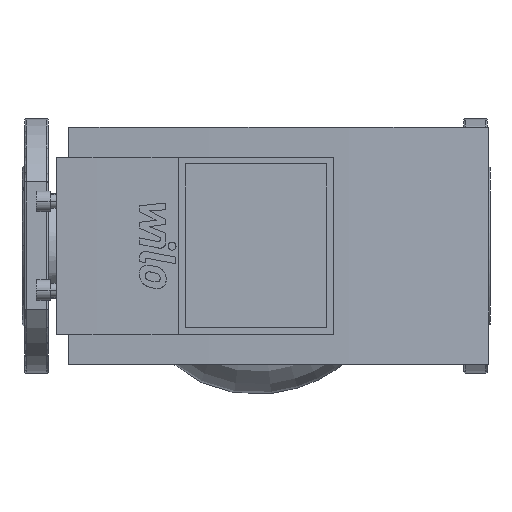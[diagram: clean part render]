
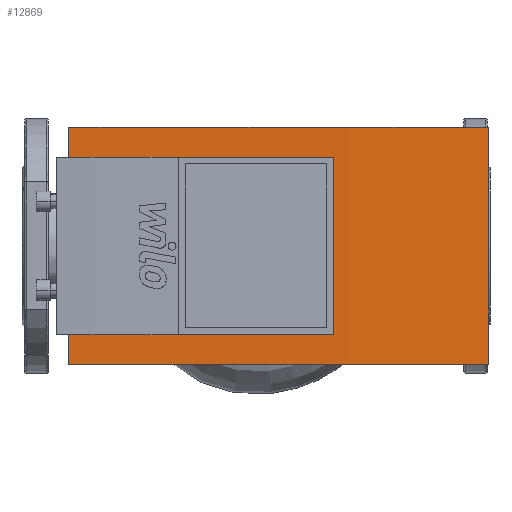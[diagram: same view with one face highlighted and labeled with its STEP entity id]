
A CAD part, front view. The second image highlights one B-rep face of the part: STEP entity #12869.
In plain terms, the highlighted cylindrical face has radius 3491.34 mm (diameter 6982.69 mm), a partial arc.
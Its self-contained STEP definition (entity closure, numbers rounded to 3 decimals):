
#12794=CARTESIAN_POINT('',(339.,-322.919,86.));
#12795=VERTEX_POINT('',#12794);
#12803=CARTESIAN_POINT('',(34.,-322.963,86.0));
#12804=VERTEX_POINT('',#12803);
#12811=CARTESIAN_POINT('',(186.,3165.069,86.));
#12812=DIRECTION('',(0.,0.,-1.0));
#12813=DIRECTION('',(-0.044,0.999,0.));
#12814=AXIS2_PLACEMENT_3D('',#12811,#12812,#12813);
#12815=CIRCLE('',#12814,3491.343);
#12816=EDGE_CURVE('',#12795,#12804,#12815,.T.);
#12826=CARTESIAN_POINT('',(34.,-322.963,-86.0));
#12827=VERTEX_POINT('',#12826);
#12834=CARTESIAN_POINT('',(34.,-322.963,-86.0));
#12835=DIRECTION('',(0.0,0.0,1.0));
#12836=VECTOR('',#12835,172.0);
#12837=LINE('',#12834,#12836);
#12838=EDGE_CURVE('',#12827,#12804,#12837,.T.);
#12845=CARTESIAN_POINT('',(186.,3165.069,0.));
#12846=DIRECTION('',(0.,0.,-1.0));
#12847=DIRECTION('',(-0.044,0.999,0.));
#12848=AXIS2_PLACEMENT_3D('',#12845,#12846,#12847);
#12849=CYLINDRICAL_SURFACE('',#12848,3491.343);
#12850=CARTESIAN_POINT('',(339.,-322.919,-86.));
#12851=VERTEX_POINT('',#12850);
#12852=CARTESIAN_POINT('',(186.,3165.069,-86.));
#12853=DIRECTION('',(0.,0.,1.0));
#12854=DIRECTION('',(-0.044,0.999,0.));
#12855=AXIS2_PLACEMENT_3D('',#12852,#12853,#12854);
#12856=CIRCLE('',#12855,3491.343);
#12857=EDGE_CURVE('',#12827,#12851,#12856,.T.);
#12858=ORIENTED_EDGE('',*,*,#12857,.T.);
#12859=CARTESIAN_POINT('',(339.,-322.919,-86.));
#12860=DIRECTION('',(0.0,0.0,1.0));
#12861=VECTOR('',#12860,172.0);
#12862=LINE('',#12859,#12861);
#12863=EDGE_CURVE('',#12851,#12795,#12862,.T.);
#12864=ORIENTED_EDGE('',*,*,#12863,.T.);
#12865=ORIENTED_EDGE('',*,*,#12816,.T.);
#12866=ORIENTED_EDGE('',*,*,#12838,.F.);
#12867=EDGE_LOOP('',(#12858,#12864,#12865,#12866));
#12868=FACE_OUTER_BOUND('',#12867,.T.);
#12869=ADVANCED_FACE('',(#12868),#12849,.T.);
